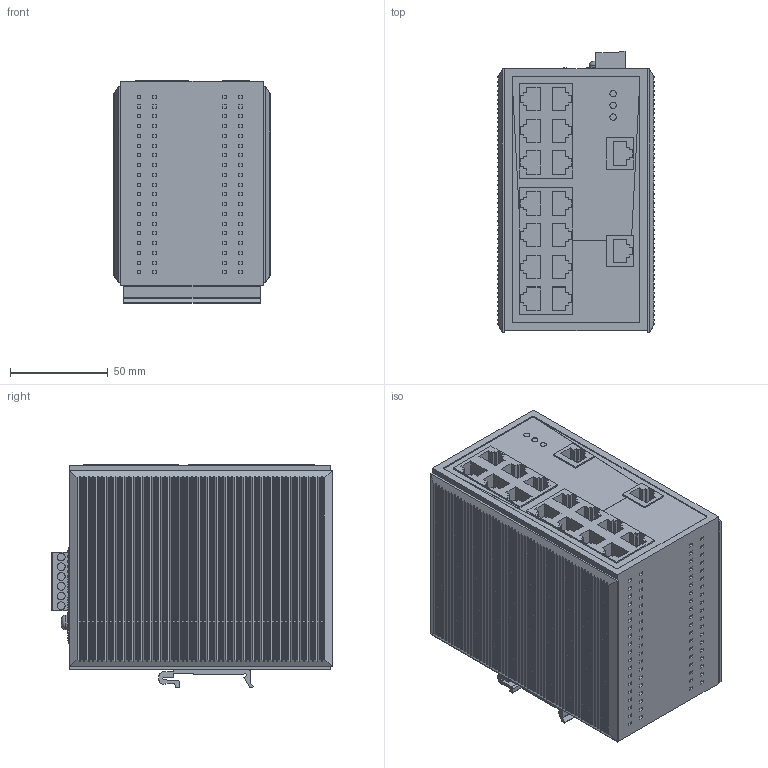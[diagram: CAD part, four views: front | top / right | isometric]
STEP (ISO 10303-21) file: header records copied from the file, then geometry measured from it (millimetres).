
FILE_DESCRIPTION(('CATIA V5 STEP Exchange','CAx-IF Rec.Pracs.--- Model Styling and Organization---1.4--- 2014-01-23'),'2;1');
FILE_NAME ('D1396577_1_1241000000_S3D_IE_SW_VL16_VL16T_16TX.stp','2019-10-31T13:54:20+00:00',('none'),('Weidmueller'),'CATIA Version 5-6 Release 2016 SP3 HF44','CATIA V5 STEP AP214','none');
FILE_SCHEMA(('AUTOMOTIVE_DESIGN { 1 0 10303 214 1 1 1 1 }'));
Products named in the file (1): 1241000000
Bounding box: 80.05 x 144.05 x 113.9 mm (x, y, z)
Volume: 1088358.1 mm3; surface area: 184003.2 mm2
Topology: 39 solids, 39 shells, 2037 faces, 5257 edges, 3496 vertices
Faces by surface type: plane 1663, extrusion 290, cylinder 82, torus 2
Entity records: 62694 total; most frequent: CARTESIAN_POINT 15206, ORIENTED_EDGE 10514, DIRECTION 6821, EDGE_CURVE 5257, VECTOR 4719, LINE 4429, VERTEX_POINT 3496, EDGE_LOOP 2245
